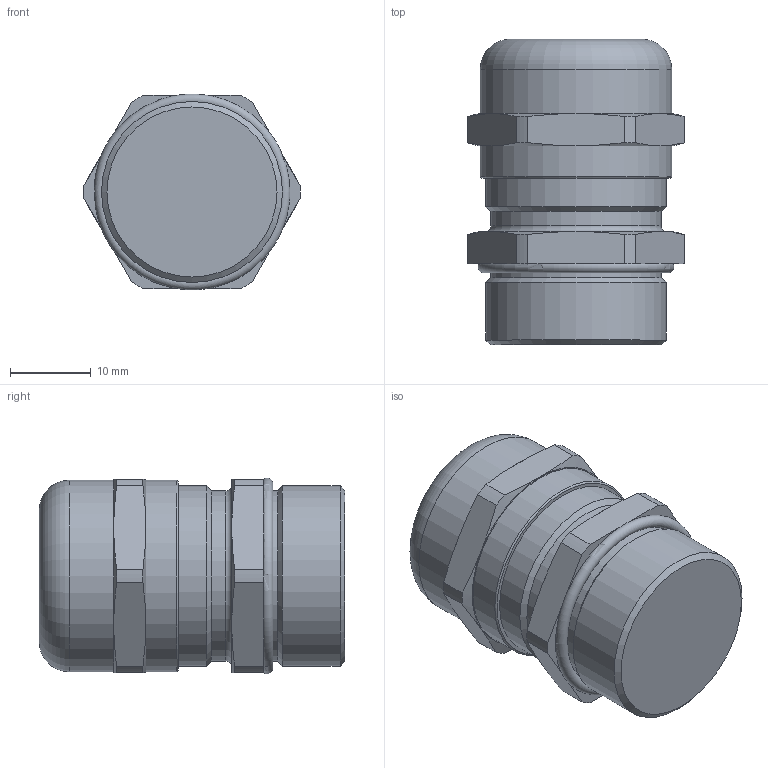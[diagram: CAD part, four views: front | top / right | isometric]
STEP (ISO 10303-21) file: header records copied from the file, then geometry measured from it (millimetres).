
FILE_DESCRIPTION((''),'2;1');
FILE_NAME('BSEN-05.stp','2012-10-01T16:57:55',('mustafa'),(''),'Autodesk Inventor 2013','Autodesk Inventor 2013','');
FILE_SCHEMA(('AUTOMOTIVE_DESIGN { 1 0 10303 214 1 1 1 1 }'));
Length unit declared in the file: inch
Products named in the file (1): PG 16 EMC RAKOR MONTAJI TL10_Shrinkwrap_1
Bounding box: 26.79 x 37.81 x 24.24 mm (x, y, z)
Volume: 15992.4 mm3; surface area: 4034.3 mm2
Topology: 1 solids, 1 shells, 68 faces, 157 edges, 96 vertices
Faces by surface type: plane 25, cone 21, cylinder 18, torus 4
Full cylindrical faces by diameter (mm): 21.05 x2, 22.4 x2, 23.7 x2
Entity records: 1868 total; most frequent: CARTESIAN_POINT 415, DIRECTION 304, ORIENTED_EDGE 286, EDGE_CURVE 143, AXIS2_PLACEMENT_3D 134, VERTEX_POINT 95, EDGE_LOOP 86, FACE_OUTER_BOUND 68
